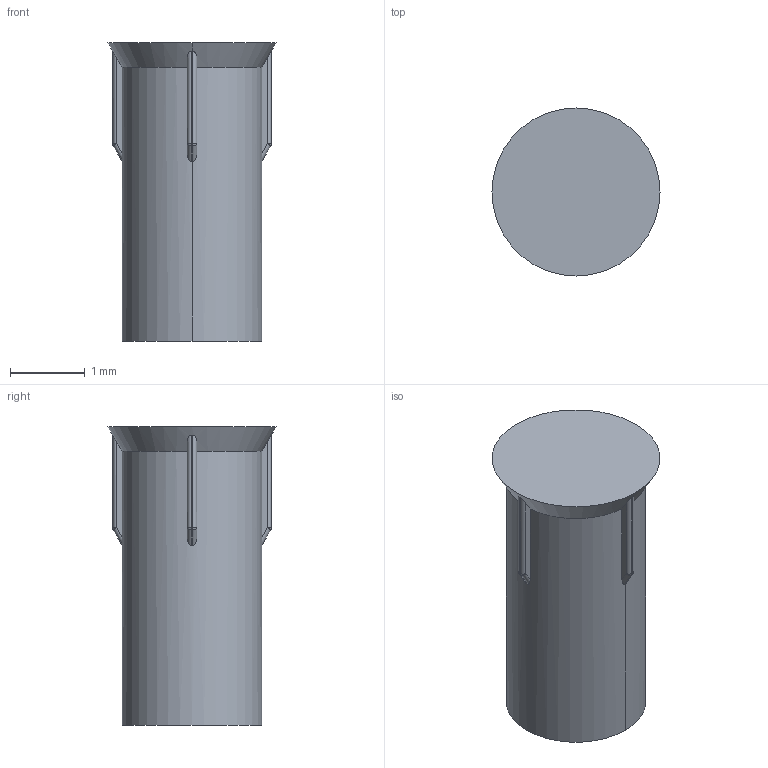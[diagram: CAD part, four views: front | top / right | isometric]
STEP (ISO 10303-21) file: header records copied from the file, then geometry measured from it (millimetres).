
FILE_DESCRIPTION (( 'STEP AP214' ), '1' );
FILE_NAME ('BIVAR__INC_PLPC2-4MM.step', '2020-08-20T14:08:13', ( '' ), ( '' ), 'SwSTEP 2.0', 'SolidWorks 2020', '' );
FILE_SCHEMA (( 'AUTOMOTIVE_DESIGN' ));
Length unit declared in the file: inch
Products named in the file (1): BIVAR__INC_PLPC2-4MM
Bounding box: 2.25 x 2.25 x 4 mm (x, y, z)
Surface area: 63.7 mm2
Topology: 2 solids, 2 shells, 100 faces, 240 edges, 144 vertices
Faces by surface type: cylinder 44, plane 36, bspline 16, cone 4
Entity records: 3653 total; most frequent: CARTESIAN_POINT 1463, ORIENTED_EDGE 480, DIRECTION 402, EDGE_CURVE 240, AXIS2_PLACEMENT_3D 149, VERTEX_POINT 144, LINE 104, VECTOR 104
